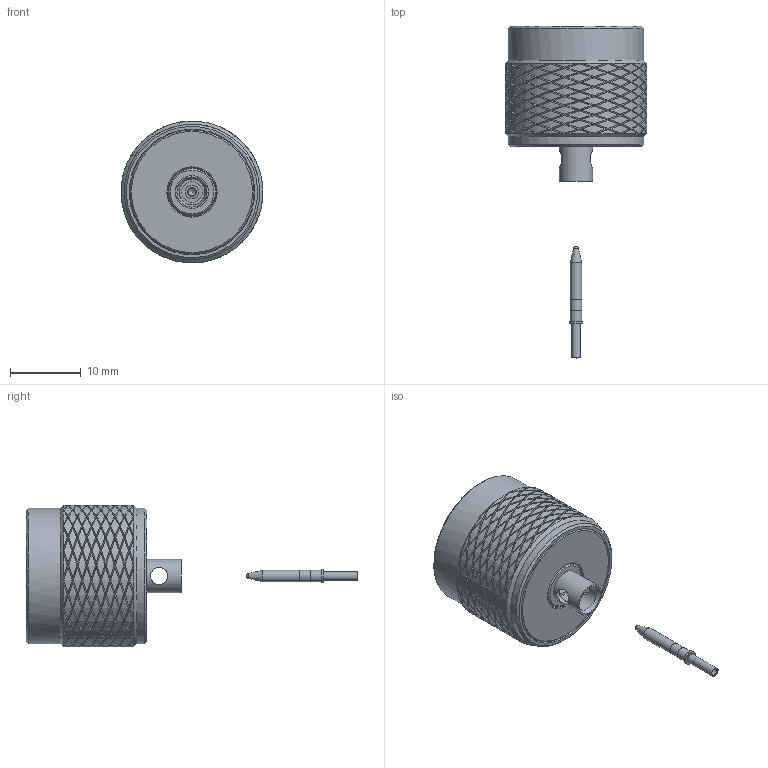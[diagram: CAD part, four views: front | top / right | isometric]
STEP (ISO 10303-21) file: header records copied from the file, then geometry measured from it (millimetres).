
FILE_DESCRIPTION(/* description */ ('Unknown'),/* implementation_level */ '2;1');
FILE_NAME(/* name */ '60449022210721',/* time_stamp */ '2022-04-13T13:56:19+02:00',/* author */ ('Unknown'),/* organization */ ('Unknown'),/* preprocessor_version */ 'ST-DEVELOPER v16.7',/* originating_system */ 'Solid Edge',/* authorisation */ 'Unknown');
FILE_SCHEMA (('AUTOMOTIVE_DESIGN {1 0 10303 214 3 1 1}'));
Products named in the file (1): 60449022210721
Bounding box: 20 x 46.8 x 20 mm (x, y, z)
Volume: 3260.5 mm3; surface area: 5078 mm2
Topology: 2 solids, 2 shells, 1257 faces, 2523 edges, 1290 vertices
Faces by surface type: bspline 902, cylinder 274, plane 62, cone 18, torus 1
Full cylindrical faces by diameter (mm): 1.05 x1, 1.28 x1, 1.6 x1, 1.64 x2, 1.75 x1, 1.95 x1, 2.45 x2, 2.9 x1, 3.64 x1, 4.1 x1, 4.67 x1, 5 x1, 5.5 x1, 6.6 x1, 6.8 x1, 6.85 x1, 6.9 x1, 8 x1, 8.2 x1, 16.5 x3, 17.5 x2, 17.7 x2, 18 x1, 19.1 x2
Entity records: 67398 total; most frequent: CARTESIAN_POINT 43070, ORIENTED_EDGE 4894, EDGE_CURVE 2447, FACE_BOUND 1334, EDGE_LOOP 1333, VERTEX_POINT 1265, ADVANCED_FACE 1256, STYLED_ITEM 1241
